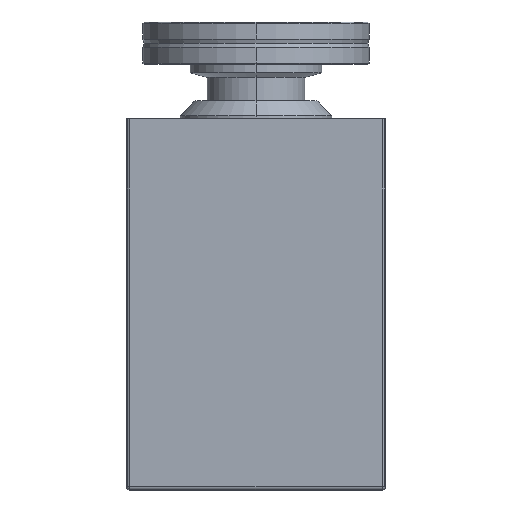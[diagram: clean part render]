
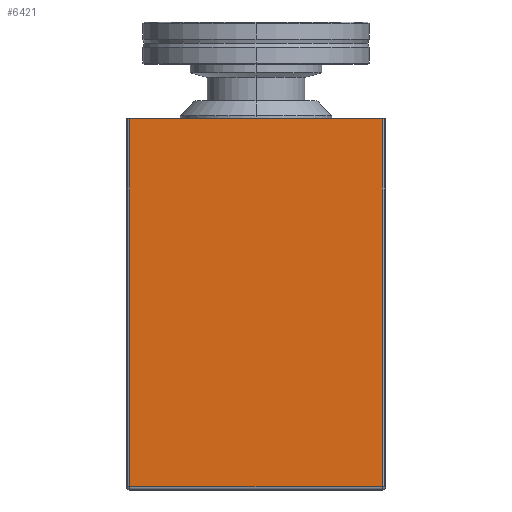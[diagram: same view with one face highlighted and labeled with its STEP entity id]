
A CAD part, front view. The second image highlights one B-rep face of the part: STEP entity #6421.
In plain terms, the highlighted planar face has unit normal (0, -1, 0).
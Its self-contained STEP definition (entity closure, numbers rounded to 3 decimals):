
#1155=CARTESIAN_POINT('',(-38.701,-3.,1.));
#1156=VERTEX_POINT('',#1155);
#1164=CARTESIAN_POINT('',(-38.701,-3.,113.85));
#1165=VERTEX_POINT('',#1164);
#1166=CARTESIAN_POINT('',(-38.701,-3.,1.));
#1167=DIRECTION('',(0.0,0.0,1.0));
#1168=VECTOR('',#1167,112.85);
#1169=LINE('',#1166,#1168);
#1170=EDGE_CURVE('',#1156,#1165,#1169,.T.);
#1197=CARTESIAN_POINT('',(38.701,-3.,1.));
#1198=VERTEX_POINT('',#1197);
#1206=CARTESIAN_POINT('',(38.701,-3.,1.));
#1207=DIRECTION('',(-1.0,0.0,0.0));
#1208=VECTOR('',#1207,77.401);
#1209=LINE('',#1206,#1208);
#1210=EDGE_CURVE('',#1198,#1156,#1209,.T.);
#1237=CARTESIAN_POINT('',(38.701,-3.,113.85));
#1238=VERTEX_POINT('',#1237);
#1246=CARTESIAN_POINT('',(38.701,-3.,113.85));
#1247=DIRECTION('',(0.0,0.0,-1.0));
#1248=VECTOR('',#1247,112.85);
#1249=LINE('',#1246,#1248);
#1250=EDGE_CURVE('',#1238,#1198,#1249,.T.);
#4327=CARTESIAN_POINT('',(-38.701,-3.,113.85));
#4328=DIRECTION('',(1.0,0.0,0.0));
#4329=VECTOR('',#4328,77.401);
#4330=LINE('',#4327,#4329);
#4331=EDGE_CURVE('',#1165,#1238,#4330,.T.);
#6410=CARTESIAN_POINT('',(0.,-3.,56.925));
#6411=DIRECTION('',(0.0,1.0,0.0));
#6412=DIRECTION('',(0.0,0.0,1.0));
#6413=AXIS2_PLACEMENT_3D('',#6410,#6411,#6412);
#6414=PLANE('',#6413);
#6415=ORIENTED_EDGE('',*,*,#1250,.F.);
#6416=ORIENTED_EDGE('',*,*,#4331,.F.);
#6417=ORIENTED_EDGE('',*,*,#1170,.F.);
#6418=ORIENTED_EDGE('',*,*,#1210,.F.);
#6419=EDGE_LOOP('',(#6415,#6416,#6417,#6418));
#6420=FACE_OUTER_BOUND('',#6419,.T.);
#6421=ADVANCED_FACE('',(#6420),#6414,.F.);
